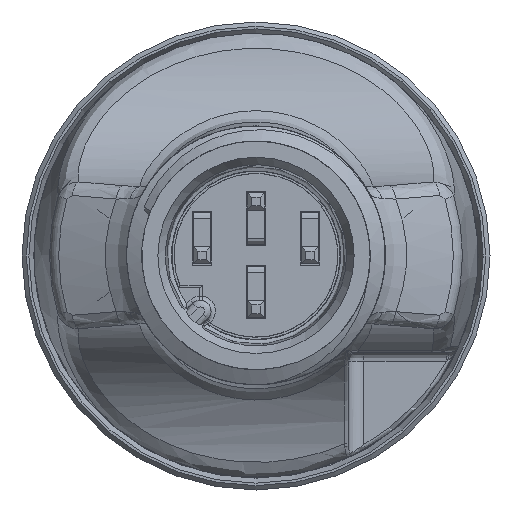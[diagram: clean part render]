
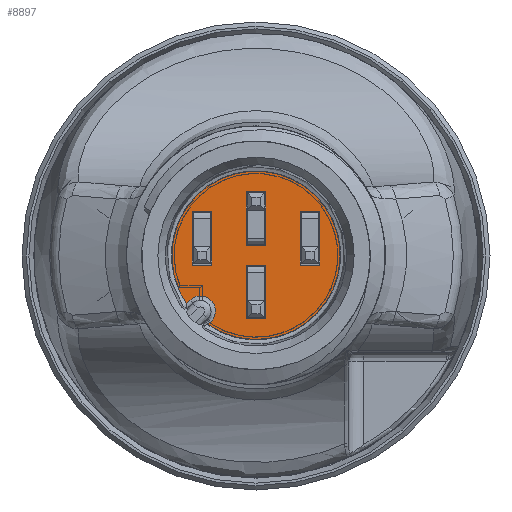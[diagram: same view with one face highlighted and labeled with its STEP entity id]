
A CAD part, front view. The second image highlights one B-rep face of the part: STEP entity #8897.
In plain terms, the highlighted planar face has unit normal (0, -1, 0).
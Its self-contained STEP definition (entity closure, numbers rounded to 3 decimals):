
#360=LINE('',#12468,#761);
#370=LINE('',#13408,#771);
#386=LINE('',#15810,#787);
#389=LINE('',#15816,#790);
#392=LINE('',#15822,#793);
#395=LINE('',#15827,#796);
#398=LINE('',#15834,#799);
#401=LINE('',#15840,#802);
#404=LINE('',#15846,#805);
#407=LINE('',#15851,#808);
#410=LINE('',#15858,#811);
#413=LINE('',#15864,#814);
#416=LINE('',#15870,#817);
#419=LINE('',#15875,#820);
#421=LINE('',#15880,#822);
#425=LINE('',#15889,#826);
#428=LINE('',#15895,#829);
#430=LINE('',#15898,#831);
#761=VECTOR('',#10018,1000.);
#771=VECTOR('',#10100,1000.);
#787=VECTOR('',#10244,1000.);
#790=VECTOR('',#10249,1000.);
#793=VECTOR('',#10254,1000.);
#796=VECTOR('',#10259,1000.);
#799=VECTOR('',#10264,1000.);
#802=VECTOR('',#10269,1000.);
#805=VECTOR('',#10274,1000.);
#808=VECTOR('',#10279,1000.);
#811=VECTOR('',#10284,1000.);
#814=VECTOR('',#10289,1000.);
#817=VECTOR('',#10294,1000.);
#820=VECTOR('',#10299,1000.);
#822=VECTOR('',#10303,1000.);
#826=VECTOR('',#10309,1000.);
#829=VECTOR('',#10314,1000.);
#831=VECTOR('',#10318,1000.);
#1157=PLANE('',#9379);
#1949=ORIENTED_EDGE('',*,*,#3516,.T.);
#1950=ORIENTED_EDGE('',*,*,#3513,.T.);
#1951=ORIENTED_EDGE('',*,*,#3510,.T.);
#1952=ORIENTED_EDGE('',*,*,#3507,.T.);
#1953=ORIENTED_EDGE('',*,*,#3328,.T.);
#1954=ORIENTED_EDGE('',*,*,#3331,.T.);
#1955=ORIENTED_EDGE('',*,*,#3387,.T.);
#1956=ORIENTED_EDGE('',*,*,#3389,.T.);
#1957=ORIENTED_EDGE('',*,*,#3537,.F.);
#1958=ORIENTED_EDGE('',*,*,#3539,.F.);
#1959=ORIENTED_EDGE('',*,*,#3530,.F.);
#1960=ORIENTED_EDGE('',*,*,#3534,.F.);
#1961=ORIENTED_EDGE('',*,*,#3528,.T.);
#1962=ORIENTED_EDGE('',*,*,#3525,.T.);
#1963=ORIENTED_EDGE('',*,*,#3522,.T.);
#1964=ORIENTED_EDGE('',*,*,#3519,.T.);
#1965=ORIENTED_EDGE('',*,*,#3504,.T.);
#1966=ORIENTED_EDGE('',*,*,#3501,.T.);
#1967=ORIENTED_EDGE('',*,*,#3498,.T.);
#1968=ORIENTED_EDGE('',*,*,#3495,.T.);
#3328=EDGE_CURVE('',#4208,#4207,#360,.T.);
#3331=EDGE_CURVE('',#4207,#4209,#4726,.T.);
#3387=EDGE_CURVE('',#4209,#4251,#370,.T.);
#3389=EDGE_CURVE('',#4251,#4208,#4750,.T.);
#3495=EDGE_CURVE('',#4306,#4305,#386,.T.);
#3498=EDGE_CURVE('',#4308,#4306,#389,.T.);
#3501=EDGE_CURVE('',#4310,#4308,#392,.T.);
#3504=EDGE_CURVE('',#4305,#4310,#395,.T.);
#3507=EDGE_CURVE('',#4314,#4313,#398,.T.);
#3510=EDGE_CURVE('',#4316,#4314,#401,.T.);
#3513=EDGE_CURVE('',#4318,#4316,#404,.T.);
#3516=EDGE_CURVE('',#4313,#4318,#407,.T.);
#3519=EDGE_CURVE('',#4322,#4321,#410,.T.);
#3522=EDGE_CURVE('',#4324,#4322,#413,.T.);
#3525=EDGE_CURVE('',#4326,#4324,#416,.T.);
#3528=EDGE_CURVE('',#4321,#4326,#419,.T.);
#3530=EDGE_CURVE('',#4328,#4329,#421,.T.);
#3534=EDGE_CURVE('',#4332,#4328,#425,.T.);
#3537=EDGE_CURVE('',#4334,#4332,#428,.T.);
#3539=EDGE_CURVE('',#4329,#4334,#430,.T.);
#4207=VERTEX_POINT('',#12467);
#4208=VERTEX_POINT('',#12469);
#4209=VERTEX_POINT('',#12482);
#4251=VERTEX_POINT('',#13407);
#4305=VERTEX_POINT('',#15809);
#4306=VERTEX_POINT('',#15811);
#4308=VERTEX_POINT('',#15817);
#4310=VERTEX_POINT('',#15823);
#4313=VERTEX_POINT('',#15833);
#4314=VERTEX_POINT('',#15835);
#4316=VERTEX_POINT('',#15841);
#4318=VERTEX_POINT('',#15847);
#4321=VERTEX_POINT('',#15857);
#4322=VERTEX_POINT('',#15859);
#4324=VERTEX_POINT('',#15865);
#4326=VERTEX_POINT('',#15871);
#4328=VERTEX_POINT('',#15879);
#4329=VERTEX_POINT('',#15881);
#4332=VERTEX_POINT('',#15888);
#4334=VERTEX_POINT('',#15894);
#4726=CIRCLE('',#9262,3.922);
#4750=CIRCLE('',#9298,0.7);
#5078=EDGE_LOOP('',(#1949,#1950,#1951,#1952));
#5079=EDGE_LOOP('',(#1953,#1954,#1955,#1956));
#5080=EDGE_LOOP('',(#1957,#1958,#1959,#1960));
#5081=EDGE_LOOP('',(#1961,#1962,#1963,#1964));
#5082=EDGE_LOOP('',(#1965,#1966,#1967,#1968));
#5572=FACE_BOUND('',#5078,.T.);
#5573=FACE_BOUND('',#5079,.T.);
#5574=FACE_BOUND('',#5080,.T.);
#5575=FACE_BOUND('',#5081,.T.);
#5576=FACE_BOUND('',#5082,.T.);
#8897=ADVANCED_FACE('',(#5572,#5573,#5574,#5575,#5576),#1157,.F.);
#9262=AXIS2_PLACEMENT_3D('',#12483,#10023,#10024);
#9298=AXIS2_PLACEMENT_3D('',#13411,#10105,#10106);
#9379=AXIS2_PLACEMENT_3D('',#16135,#10330,#10331);
#10018=DIRECTION('',(-0.707,0.,-0.707));
#10023=DIRECTION('',(0.,-1.,0.));
#10024=DIRECTION('',(1.,0.,0.));
#10100=DIRECTION('',(0.707,0.,0.707));
#10105=DIRECTION('',(0.,1.,0.));
#10106=DIRECTION('',(1.,0.,0.));
#10244=DIRECTION('',(1.,0.,0.));
#10249=DIRECTION('',(0.,0.,1.));
#10254=DIRECTION('',(-1.,0.,0.));
#10259=DIRECTION('',(0.,0.,-1.));
#10264=DIRECTION('',(1.,0.,0.));
#10269=DIRECTION('',(0.,0.,1.));
#10274=DIRECTION('',(-1.,0.,0.));
#10279=DIRECTION('',(0.,0.,-1.));
#10284=DIRECTION('',(1.,0.,0.));
#10289=DIRECTION('',(0.,0.,1.));
#10294=DIRECTION('',(-1.,0.,0.));
#10299=DIRECTION('',(0.,0.,-1.));
#10303=DIRECTION('',(1.,0.,0.));
#10309=DIRECTION('',(0.,0.,-1.));
#10314=DIRECTION('',(-1.,0.,0.));
#10318=DIRECTION('',(0.,0.,1.));
#10330=DIRECTION('',(0.,1.,0.));
#10331=DIRECTION('',(0.,0.,-1.));
#12467=CARTESIAN_POINT('',(-2.234,-73.65,-3.194));
#12468=CARTESIAN_POINT('',(0.495,-73.65,-0.465));
#12469=CARTESIAN_POINT('',(-2.086,-73.65,-3.046));
#12482=CARTESIAN_POINT('',(-3.224,-73.65,-2.204));
#12483=CARTESIAN_POINT('',(0.,-73.65,0.03));
#13407=CARTESIAN_POINT('',(-3.076,-73.65,-2.056));
#13408=CARTESIAN_POINT('',(-0.495,-73.65,0.525));
#13411=CARTESIAN_POINT('',(-2.581,-73.65,-2.551));
#15809=CARTESIAN_POINT('',(-2.05,-73.65,2.08));
#15810=CARTESIAN_POINT('',(-2.95,-73.65,2.08));
#15811=CARTESIAN_POINT('',(-2.95,-73.65,2.08));
#15816=CARTESIAN_POINT('',(-2.95,-73.65,-0.42));
#15817=CARTESIAN_POINT('',(-2.95,-73.65,-0.42));
#15822=CARTESIAN_POINT('',(-2.05,-73.65,-0.42));
#15823=CARTESIAN_POINT('',(-2.05,-73.65,-0.42));
#15827=CARTESIAN_POINT('',(-2.05,-73.65,2.08));
#15833=CARTESIAN_POINT('',(2.95,-73.65,2.08));
#15834=CARTESIAN_POINT('',(2.05,-73.65,2.08));
#15835=CARTESIAN_POINT('',(2.05,-73.65,2.08));
#15840=CARTESIAN_POINT('',(2.05,-73.65,-0.42));
#15841=CARTESIAN_POINT('',(2.05,-73.65,-0.42));
#15846=CARTESIAN_POINT('',(2.95,-73.65,-0.42));
#15847=CARTESIAN_POINT('',(2.95,-73.65,-0.42));
#15851=CARTESIAN_POINT('',(2.95,-73.65,2.08));
#15857=CARTESIAN_POINT('',(0.45,-73.65,2.98));
#15858=CARTESIAN_POINT('',(-0.45,-73.65,2.98));
#15859=CARTESIAN_POINT('',(-0.45,-73.65,2.98));
#15864=CARTESIAN_POINT('',(-0.45,-73.65,0.48));
#15865=CARTESIAN_POINT('',(-0.45,-73.65,0.48));
#15870=CARTESIAN_POINT('',(0.45,-73.65,0.48));
#15871=CARTESIAN_POINT('',(0.45,-73.65,0.48));
#15875=CARTESIAN_POINT('',(0.45,-73.65,2.98));
#15879=CARTESIAN_POINT('',(-0.45,-73.65,-2.92));
#15880=CARTESIAN_POINT('',(-0.45,-73.65,-2.92));
#15881=CARTESIAN_POINT('',(0.45,-73.65,-2.92));
#15888=CARTESIAN_POINT('',(-0.45,-73.65,-0.42));
#15889=CARTESIAN_POINT('',(-0.45,-73.65,-0.42));
#15894=CARTESIAN_POINT('',(0.45,-73.65,-0.42));
#15895=CARTESIAN_POINT('',(0.45,-73.65,-0.42));
#15898=CARTESIAN_POINT('',(0.45,-73.65,-2.92));
#16135=CARTESIAN_POINT('',(0.,-73.65,0.03));
